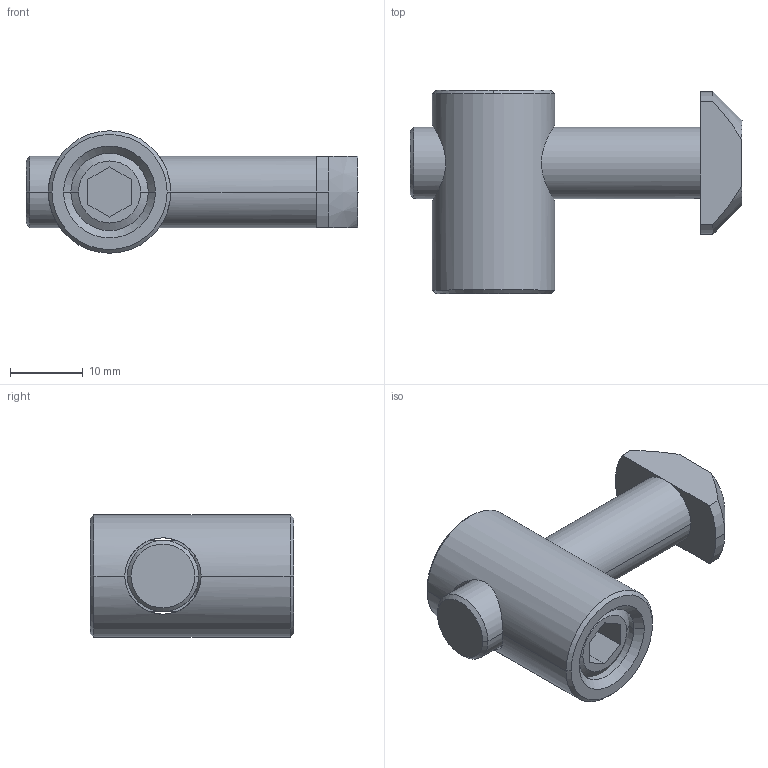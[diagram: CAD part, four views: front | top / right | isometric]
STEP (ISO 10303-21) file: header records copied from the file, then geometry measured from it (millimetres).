
FILE_DESCRIPTION (( 'STEP AP203' ), '1' );
FILE_NAME ('3_842_535_458_Bosch.step', '2024-06-04T11:44:44', ( '' ), ( '' ), 'SwSTEP 2.0', 'SolidWorks 2014', '' );
FILE_SCHEMA (( 'CONFIG_CONTROL_DESIGN' ));
Length unit declared in the file: millimetre
Products named in the file (4): 3_842_535_458_Bosch; Part-3; Part-2; Part-1
Assembly tree (3 placements, depth 2):
  3_842_535_458_Bosch
    Part-1
    Part-2
    Part-3
Bounding box: 45.7 x 28 x 16.85 mm (x, y, z)
Volume: 7810.7 mm3; surface area: 5078.5 mm2
Topology: 3 solids, 3 shells, 51 faces, 127 edges, 77 vertices
Faces by surface type: cone 19, plane 17, cylinder 15
Entity records: 2304 total; most frequent: CARTESIAN_POINT 674, DIRECTION 273, ORIENTED_EDGE 250, EDGE_CURVE 125, AXIS2_PLACEMENT_3D 105, VERTEX_POINT 77, LINE 63, VECTOR 63
